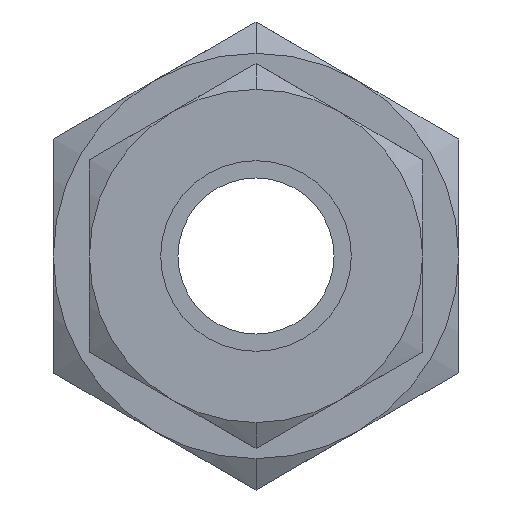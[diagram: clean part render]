
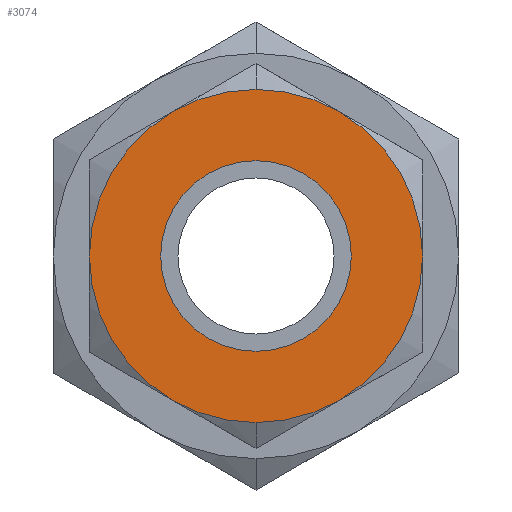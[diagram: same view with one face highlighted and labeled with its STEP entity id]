
A CAD part, left-side view. The second image highlights one B-rep face of the part: STEP entity #3074.
In plain terms, the highlighted planar face has unit normal (-1, 0, 0).
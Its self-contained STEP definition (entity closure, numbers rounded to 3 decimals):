
#668 = EDGE_CURVE ( 'NONE', #4723, #7760, #1841, .T. ) ;
#720 = DIRECTION ( 'NONE',  ( 0., 0., -1. ) ) ;
#1153 = CIRCLE ( 'NONE', #8462, 6.35 ) ;
#1295 = VERTEX_POINT ( 'NONE', #3625 ) ;
#1571 = CIRCLE ( 'NONE', #2751, 11.1 ) ;
#1833 = FACE_BOUND ( 'NONE', #2723, .T. ) ;
#1841 = CIRCLE ( 'NONE', #2305, 11.1 ) ;
#2233 = DIRECTION ( 'NONE',  ( 1., 0., 0. ) ) ;
#2305 = AXIS2_PLACEMENT_3D ( 'NONE', #8977, #6302, #6212 ) ;
#2723 = EDGE_LOOP ( 'NONE', ( #8163, #7655 ) ) ;
#2751 = AXIS2_PLACEMENT_3D ( 'NONE', #9222, #6217, #720 ) ;
#3074 = ADVANCED_FACE ( 'NONE', ( #1833, #9091 ), #4729, .T. ) ;
#3543 = EDGE_CURVE ( 'NONE', #7760, #4723, #1571, .T. ) ;
#3625 = CARTESIAN_POINT ( 'NONE',  ( 0., 0., -6.35 ) ) ;
#3645 = CARTESIAN_POINT ( 'NONE',  ( 0., 0., 0. ) ) ;
#3925 = CARTESIAN_POINT ( 'NONE',  ( 0., 0., 6.35 ) ) ;
#4031 = DIRECTION ( 'NONE',  ( -1., 0., 0. ) ) ;
#4250 = AXIS2_PLACEMENT_3D ( 'NONE', #6084, #4031, #7544 ) ;
#4505 = VERTEX_POINT ( 'NONE', #3925 ) ;
#4705 = CIRCLE ( 'NONE', #7705, 6.35 ) ;
#4723 = VERTEX_POINT ( 'NONE', #5882 ) ;
#4729 = PLANE ( 'NONE',  #4250 ) ;
#5873 = DIRECTION ( 'NONE',  ( 0., 0., 1. ) ) ;
#5882 = CARTESIAN_POINT ( 'NONE',  ( 0., 0., 11.1 ) ) ;
#6084 = CARTESIAN_POINT ( 'NONE',  ( 0., 0., 5.55 ) ) ;
#6212 = DIRECTION ( 'NONE',  ( 0., 0., 1. ) ) ;
#6217 = DIRECTION ( 'NONE',  ( 1., 0., 0. ) ) ;
#6299 = ORIENTED_EDGE ( 'NONE', *, *, #3543, .F. ) ;
#6302 = DIRECTION ( 'NONE',  ( 1., 0., 0. ) ) ;
#6370 = DIRECTION ( 'NONE',  ( 0., 0., -1. ) ) ;
#6563 = EDGE_LOOP ( 'NONE', ( #7388, #6299 ) ) ;
#6591 = EDGE_CURVE ( 'NONE', #1295, #4505, #1153, .T. ) ;
#7305 = EDGE_CURVE ( 'NONE', #4505, #1295, #4705, .T. ) ;
#7388 = ORIENTED_EDGE ( 'NONE', *, *, #668, .F. ) ;
#7544 = DIRECTION ( 'NONE',  ( 0., 0., 1. ) ) ;
#7655 = ORIENTED_EDGE ( 'NONE', *, *, #7305, .T. ) ;
#7705 = AXIS2_PLACEMENT_3D ( 'NONE', #3645, #2233, #5873 ) ;
#7760 = VERTEX_POINT ( 'NONE', #8160 ) ;
#8160 = CARTESIAN_POINT ( 'NONE',  ( 0., 0., -11.1 ) ) ;
#8163 = ORIENTED_EDGE ( 'NONE', *, *, #6591, .T. ) ;
#8378 = CARTESIAN_POINT ( 'NONE',  ( 0., 0., 0. ) ) ;
#8423 = DIRECTION ( 'NONE',  ( 1., 0., 0. ) ) ;
#8462 = AXIS2_PLACEMENT_3D ( 'NONE', #8378, #8423, #6370 ) ;
#8977 = CARTESIAN_POINT ( 'NONE',  ( 0., 0., 0. ) ) ;
#9091 = FACE_OUTER_BOUND ( 'NONE', #6563, .T. ) ;
#9222 = CARTESIAN_POINT ( 'NONE',  ( 0., 0., 0. ) ) ;
